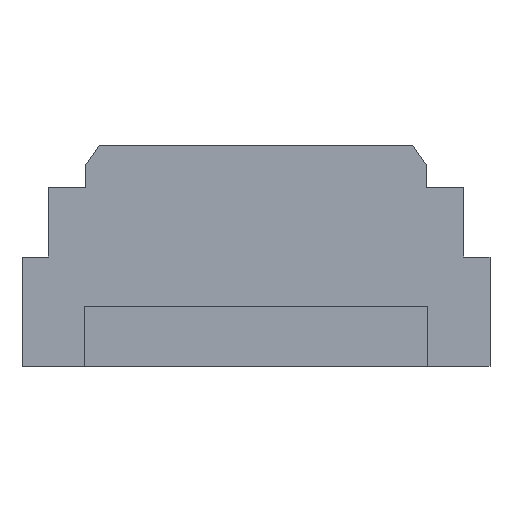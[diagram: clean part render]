
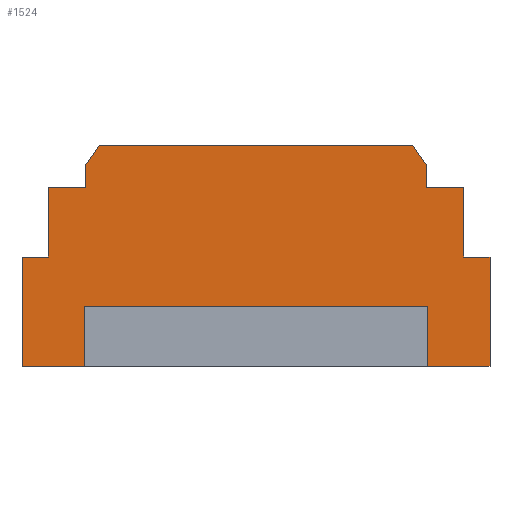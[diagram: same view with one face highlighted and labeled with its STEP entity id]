
A CAD part, front view. The second image highlights one B-rep face of the part: STEP entity #1524.
In plain terms, the highlighted planar face has unit normal (0, -1, 0).
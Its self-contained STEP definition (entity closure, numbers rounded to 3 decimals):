
#24 = VERTEX_POINT('',#25);
#25 = CARTESIAN_POINT('',(10.25,-2.975,5.55));
#72 = VERTEX_POINT('',#73);
#73 = CARTESIAN_POINT('',(11.55,-2.975,5.55));
#79 = EDGE_CURVE('',#72,#24,#80,.T.);
#80 = LINE('',#81,#82);
#81 = CARTESIAN_POINT('',(11.55,-2.975,5.55));
#82 = VECTOR('',#83,1.);
#83 = DIRECTION('',(-1.,0.,0.));
#103 = VERTEX_POINT('',#104);
#104 = CARTESIAN_POINT('',(10.25,-2.975,9.));
#110 = EDGE_CURVE('',#24,#103,#111,.T.);
#111 = LINE('',#112,#113);
#112 = CARTESIAN_POINT('',(10.25,-2.975,5.55));
#113 = VECTOR('',#114,1.);
#114 = DIRECTION('',(0.,0.,1.));
#143 = VERTEX_POINT('',#144);
#144 = CARTESIAN_POINT('',(-10.45,-2.975,5.55));
#150 = EDGE_CURVE('',#143,#151,#153,.T.);
#151 = VERTEX_POINT('',#152);
#152 = CARTESIAN_POINT('',(-11.75,-2.975,5.55));
#153 = LINE('',#154,#155);
#154 = CARTESIAN_POINT('',(11.55,-2.975,5.55));
#155 = VECTOR('',#156,1.);
#156 = DIRECTION('',(-1.,0.,0.));
#197 = EDGE_CURVE('',#143,#198,#200,.T.);
#198 = VERTEX_POINT('',#199);
#199 = CARTESIAN_POINT('',(-10.45,-2.975,9.));
#200 = LINE('',#201,#202);
#201 = CARTESIAN_POINT('',(-10.45,-2.975,5.55));
#202 = VECTOR('',#203,1.);
#203 = DIRECTION('',(0.,0.,1.));
#227 = EDGE_CURVE('',#198,#228,#230,.T.);
#228 = VERTEX_POINT('',#229);
#229 = CARTESIAN_POINT('',(-8.6,-2.975,9.));
#230 = LINE('',#231,#232);
#231 = CARTESIAN_POINT('',(5.075,-2.975,9.));
#232 = VECTOR('',#233,1.);
#233 = DIRECTION('',(1.,0.,0.));
#468 = EDGE_CURVE('',#469,#103,#471,.T.);
#469 = VERTEX_POINT('',#470);
#470 = CARTESIAN_POINT('',(8.4,-2.975,9.));
#471 = LINE('',#472,#473);
#472 = CARTESIAN_POINT('',(5.075,-2.975,9.));
#473 = VECTOR('',#474,1.);
#474 = DIRECTION('',(1.,0.,0.));
#532 = EDGE_CURVE('',#533,#228,#535,.T.);
#533 = VERTEX_POINT('',#534);
#534 = CARTESIAN_POINT('',(-8.6,-2.975,10.1));
#535 = LINE('',#536,#537);
#536 = CARTESIAN_POINT('',(-8.6,-2.975,7.275));
#537 = VECTOR('',#538,1.);
#538 = DIRECTION('',(0.,0.,-1.));
#562 = EDGE_CURVE('',#533,#563,#565,.T.);
#563 = VERTEX_POINT('',#564);
#564 = CARTESIAN_POINT('',(-7.9,-2.975,11.1));
#565 = LINE('',#566,#567);
#566 = CARTESIAN_POINT('',(-6.569,-2.975,13.001));
#567 = VECTOR('',#568,1.);
#568 = DIRECTION('',(0.573,0.,0.819));
#594 = VERTEX_POINT('',#595);
#595 = CARTESIAN_POINT('',(7.7,-2.975,11.1));
#603 = EDGE_CURVE('',#594,#563,#604,.T.);
#604 = LINE('',#605,#606);
#605 = CARTESIAN_POINT('',(10.25,-2.975,11.1));
#606 = VECTOR('',#607,1.);
#607 = DIRECTION('',(-1.,0.,0.));
#624 = EDGE_CURVE('',#625,#594,#627,.T.);
#625 = VERTEX_POINT('',#626);
#626 = CARTESIAN_POINT('',(8.4,-2.975,10.1));
#627 = LINE('',#628,#629);
#628 = CARTESIAN_POINT('',(9.773,-2.975,8.139));
#629 = VECTOR('',#630,1.);
#630 = DIRECTION('',(-0.573,0.,0.819)
  );
#656 = EDGE_CURVE('',#469,#625,#657,.T.);
#657 = LINE('',#658,#659);
#658 = CARTESIAN_POINT('',(8.4,-2.975,7.275));
#659 = VECTOR('',#660,1.);
#660 = DIRECTION('',(0.,0.,1.));
#1133 = VERTEX_POINT('',#1134);
#1134 = CARTESIAN_POINT('',(11.55,-2.975,0.1));
#1140 = EDGE_CURVE('',#1133,#1141,#1143,.T.);
#1141 = VERTEX_POINT('',#1142);
#1142 = CARTESIAN_POINT('',(8.45,-2.975,0.1));
#1143 = LINE('',#1144,#1145);
#1144 = CARTESIAN_POINT('',(11.55,-2.975,0.1));
#1145 = VECTOR('',#1146,1.);
#1146 = DIRECTION('',(-1.,0.,0.));
#1165 = VERTEX_POINT('',#1166);
#1166 = CARTESIAN_POINT('',(-8.65,-2.975,0.1));
#1172 = EDGE_CURVE('',#1165,#1173,#1175,.T.);
#1173 = VERTEX_POINT('',#1174);
#1174 = CARTESIAN_POINT('',(-11.75,-2.975,0.1));
#1175 = LINE('',#1176,#1177);
#1176 = CARTESIAN_POINT('',(-8.65,-2.975,0.1));
#1177 = VECTOR('',#1178,1.);
#1178 = DIRECTION('',(-1.,0.,0.));
#1291 = EDGE_CURVE('',#1141,#1292,#1294,.T.);
#1292 = VERTEX_POINT('',#1293);
#1293 = CARTESIAN_POINT('',(8.45,-2.975,3.1));
#1294 = LINE('',#1295,#1296);
#1295 = CARTESIAN_POINT('',(8.45,-2.975,0.1));
#1296 = VECTOR('',#1297,1.);
#1297 = DIRECTION('',(0.,0.,1.));
#1348 = VERTEX_POINT('',#1349);
#1349 = CARTESIAN_POINT('',(-8.65,-2.975,3.1));
#1355 = EDGE_CURVE('',#1165,#1348,#1356,.T.);
#1356 = LINE('',#1357,#1358);
#1357 = CARTESIAN_POINT('',(-8.65,-2.975,0.1));
#1358 = VECTOR('',#1359,1.);
#1359 = DIRECTION('',(0.,0.,1.));
#1382 = EDGE_CURVE('',#1292,#1348,#1383,.T.);
#1383 = LINE('',#1384,#1385);
#1384 = CARTESIAN_POINT('',(11.55,-2.975,3.1));
#1385 = VECTOR('',#1386,1.);
#1386 = DIRECTION('',(-1.,0.,0.));
#1423 = EDGE_CURVE('',#1133,#72,#1424,.T.);
#1424 = LINE('',#1425,#1426);
#1425 = CARTESIAN_POINT('',(11.55,-2.975,3.1));
#1426 = VECTOR('',#1427,1.);
#1427 = DIRECTION('',(0.,0.,1.));
#1524 = ADVANCED_FACE('',(#1525),#1550,.T.);
#1525 = FACE_BOUND('',#1526,.T.);
#1526 = EDGE_LOOP('',(#1527,#1528,#1529,#1530,#1531,#1532,#1533,#1534,
    #1535,#1536,#1537,#1538,#1539,#1545,#1546,#1547,#1548,#1549));
#1527 = ORIENTED_EDGE('',*,*,#1423,.T.);
#1528 = ORIENTED_EDGE('',*,*,#79,.T.);
#1529 = ORIENTED_EDGE('',*,*,#110,.T.);
#1530 = ORIENTED_EDGE('',*,*,#468,.F.);
#1531 = ORIENTED_EDGE('',*,*,#656,.T.);
#1532 = ORIENTED_EDGE('',*,*,#624,.T.);
#1533 = ORIENTED_EDGE('',*,*,#603,.T.);
#1534 = ORIENTED_EDGE('',*,*,#562,.F.);
#1535 = ORIENTED_EDGE('',*,*,#532,.T.);
#1536 = ORIENTED_EDGE('',*,*,#227,.F.);
#1537 = ORIENTED_EDGE('',*,*,#197,.F.);
#1538 = ORIENTED_EDGE('',*,*,#150,.T.);
#1539 = ORIENTED_EDGE('',*,*,#1540,.F.);
#1540 = EDGE_CURVE('',#1173,#151,#1541,.T.);
#1541 = LINE('',#1542,#1543);
#1542 = CARTESIAN_POINT('',(-11.75,-2.975,3.1));
#1543 = VECTOR('',#1544,1.);
#1544 = DIRECTION('',(0.,0.,1.));
#1545 = ORIENTED_EDGE('',*,*,#1172,.F.);
#1546 = ORIENTED_EDGE('',*,*,#1355,.T.);
#1547 = ORIENTED_EDGE('',*,*,#1382,.F.);
#1548 = ORIENTED_EDGE('',*,*,#1291,.F.);
#1549 = ORIENTED_EDGE('',*,*,#1140,.F.);
#1550 = PLANE('',#1551);
#1551 = AXIS2_PLACEMENT_3D('',#1552,#1553,#1554);
#1552 = CARTESIAN_POINT('',(-0.1,-2.975,5.595));
#1553 = DIRECTION('',(0.,-1.,0.));
#1554 = DIRECTION('',(1.,0.,0.));
